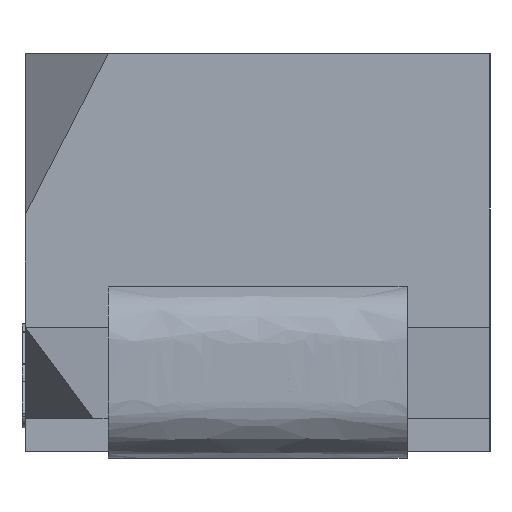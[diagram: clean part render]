
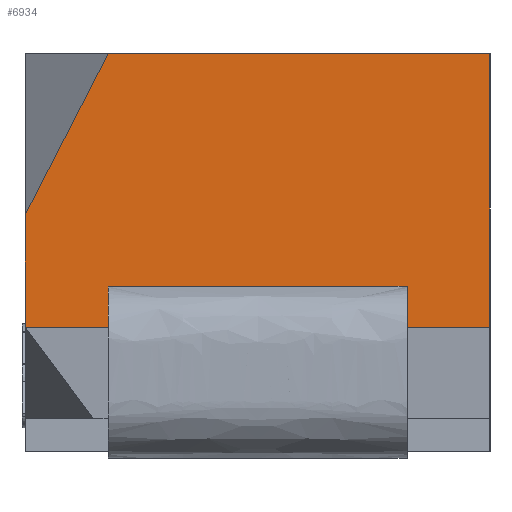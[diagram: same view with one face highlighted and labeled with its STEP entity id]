
A CAD part, front view. The second image highlights one B-rep face of the part: STEP entity #6934.
In plain terms, the highlighted planar face has unit normal (0, -1, 0).
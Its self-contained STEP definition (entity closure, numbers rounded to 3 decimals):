
#274 = VERTEX_POINT ( 'NONE', #9988 ) ;
#526 = DIRECTION ( 'NONE',  ( 0., 0., 1. ) ) ;
#580 = ORIENTED_EDGE ( 'NONE', *, *, #6789, .F. ) ;
#913 = VERTEX_POINT ( 'NONE', #10903 ) ;
#1039 = VECTOR ( 'NONE', #2195, 1000. ) ;
#1088 = DIRECTION ( 'NONE',  ( 0., 0., -1. ) ) ;
#1475 = VECTOR ( 'NONE', #11566, 1000. ) ;
#1571 = VECTOR ( 'NONE', #12562, 1000. ) ;
#2195 = DIRECTION ( 'NONE',  ( -1., 0., 0. ) ) ;
#2573 = CARTESIAN_POINT ( 'NONE',  ( -0.45, -1., -0.825 ) ) ;
#2822 = PLANE ( 'NONE',  #10620 ) ;
#3028 = ORIENTED_EDGE ( 'NONE', *, *, #12639, .T. ) ;
#3113 = VECTOR ( 'NONE', #9920, 1000. ) ;
#3307 = CARTESIAN_POINT ( 'NONE',  ( -0.7, -1., -0.825 ) ) ;
#3643 = EDGE_CURVE ( 'NONE', #5547, #274, #5528, .T. ) ;
#3653 = VERTEX_POINT ( 'NONE', #11560 ) ;
#3761 = EDGE_CURVE ( 'NONE', #12241, #5547, #9671, .T. ) ;
#3823 = EDGE_CURVE ( 'NONE', #13023, #9275, #12693, .T. ) ;
#4016 = DIRECTION ( 'NONE',  ( 0., -1., 0. ) ) ;
#4072 = DIRECTION ( 'NONE',  ( 0., 0., 1. ) ) ;
#4191 = CARTESIAN_POINT ( 'NONE',  ( -0.45, -1., 0. ) ) ;
#4307 = VECTOR ( 'NONE', #526, 1000. ) ;
#4601 = VECTOR ( 'NONE', #4072, 1000. ) ;
#5491 = EDGE_CURVE ( 'NONE', #6472, #274, #7362, .T. ) ;
#5528 = LINE ( 'NONE', #8567, #1571 ) ;
#5539 = CARTESIAN_POINT ( 'NONE',  ( -0.7, -1., -0.825 ) ) ;
#5547 = VERTEX_POINT ( 'NONE', #10370 ) ;
#5704 = CARTESIAN_POINT ( 'NONE',  ( -0.7, -1., 0. ) ) ;
#6095 = ORIENTED_EDGE ( 'NONE', *, *, #8440, .F. ) ;
#6265 = ORIENTED_EDGE ( 'NONE', *, *, #3761, .T. ) ;
#6472 = VERTEX_POINT ( 'NONE', #6558 ) ;
#6516 = CARTESIAN_POINT ( 'NONE',  ( -0.7, -1., 0. ) ) ;
#6558 = CARTESIAN_POINT ( 'NONE',  ( 0.7, -1., -0.825 ) ) ;
#6643 = LINE ( 'NONE', #6516, #1475 ) ;
#6789 = EDGE_CURVE ( 'NONE', #3653, #9275, #8604, .T. ) ;
#6934 = ADVANCED_FACE ( 'NONE', ( #10943 ), #2822, .T. ) ;
#7012 = DIRECTION ( 'NONE',  ( 0., 0., -1. ) ) ;
#7139 = CARTESIAN_POINT ( 'NONE',  ( -0.45, -1., -0.702 ) ) ;
#7228 = CARTESIAN_POINT ( 'NONE',  ( -0.45, -1., 0. ) ) ;
#7307 = VECTOR ( 'NONE', #7894, 1000. ) ;
#7362 = LINE ( 'NONE', #3307, #1039 ) ;
#7858 = LINE ( 'NONE', #8987, #12893 ) ;
#7872 = CARTESIAN_POINT ( 'NONE',  ( -0.7, -1., 0. ) ) ;
#7894 = DIRECTION ( 'NONE',  ( 1., 0., 0. ) ) ;
#7929 = ORIENTED_EDGE ( 'NONE', *, *, #11412, .T. ) ;
#7937 = ORIENTED_EDGE ( 'NONE', *, *, #11469, .F. ) ;
#8440 = EDGE_CURVE ( 'NONE', #913, #6472, #7858, .T. ) ;
#8567 = CARTESIAN_POINT ( 'NONE',  ( 0.45, -1., 0. ) ) ;
#8604 = LINE ( 'NONE', #5704, #4307 ) ;
#8987 = CARTESIAN_POINT ( 'NONE',  ( 0.7, -1., -1.2 ) ) ;
#9275 = VERTEX_POINT ( 'NONE', #10862 ) ;
#9297 = ORIENTED_EDGE ( 'NONE', *, *, #5491, .F. ) ;
#9605 = LINE ( 'NONE', #5539, #12561 ) ;
#9634 = ORIENTED_EDGE ( 'NONE', *, *, #3823, .T. ) ;
#9671 = LINE ( 'NONE', #11766, #7307 ) ;
#9920 = DIRECTION ( 'NONE',  ( -0.458, 0., -0.889 ) ) ;
#9988 = CARTESIAN_POINT ( 'NONE',  ( 0.45, -1., -0.825 ) ) ;
#10370 = CARTESIAN_POINT ( 'NONE',  ( 0.45, -1., -0.702 ) ) ;
#10533 = EDGE_LOOP ( 'NONE', ( #580, #7937, #3028, #6265, #12571, #9297, #6095, #7929, #9634 ) ) ;
#10620 = AXIS2_PLACEMENT_3D ( 'NONE', #7872, #4016, #7012 ) ;
#10862 = CARTESIAN_POINT ( 'NONE',  ( -0.7, -1., -0.486 ) ) ;
#10903 = CARTESIAN_POINT ( 'NONE',  ( 0.7, -1., 0. ) ) ;
#10943 = FACE_OUTER_BOUND ( 'NONE', #10533, .T. ) ;
#11064 = CARTESIAN_POINT ( 'NONE',  ( -0.45, -1., 0. ) ) ;
#11412 = EDGE_CURVE ( 'NONE', #913, #13023, #6643, .T. ) ;
#11469 = EDGE_CURVE ( 'NONE', #12710, #3653, #9605, .T. ) ;
#11560 = CARTESIAN_POINT ( 'NONE',  ( -0.7, -1., -0.825 ) ) ;
#11566 = DIRECTION ( 'NONE',  ( -1., 0., 0. ) ) ;
#11766 = CARTESIAN_POINT ( 'NONE',  ( -0.7, -1., -0.702 ) ) ;
#11922 = LINE ( 'NONE', #11064, #4601 ) ;
#12241 = VERTEX_POINT ( 'NONE', #7139 ) ;
#12561 = VECTOR ( 'NONE', #12627, 1000. ) ;
#12562 = DIRECTION ( 'NONE',  ( 0., 0., -1. ) ) ;
#12571 = ORIENTED_EDGE ( 'NONE', *, *, #3643, .T. ) ;
#12627 = DIRECTION ( 'NONE',  ( -1., 0., 0. ) ) ;
#12639 = EDGE_CURVE ( 'NONE', #12710, #12241, #11922, .T. ) ;
#12693 = LINE ( 'NONE', #7228, #3113 ) ;
#12710 = VERTEX_POINT ( 'NONE', #2573 ) ;
#12893 = VECTOR ( 'NONE', #1088, 1000. ) ;
#13023 = VERTEX_POINT ( 'NONE', #4191 ) ;
